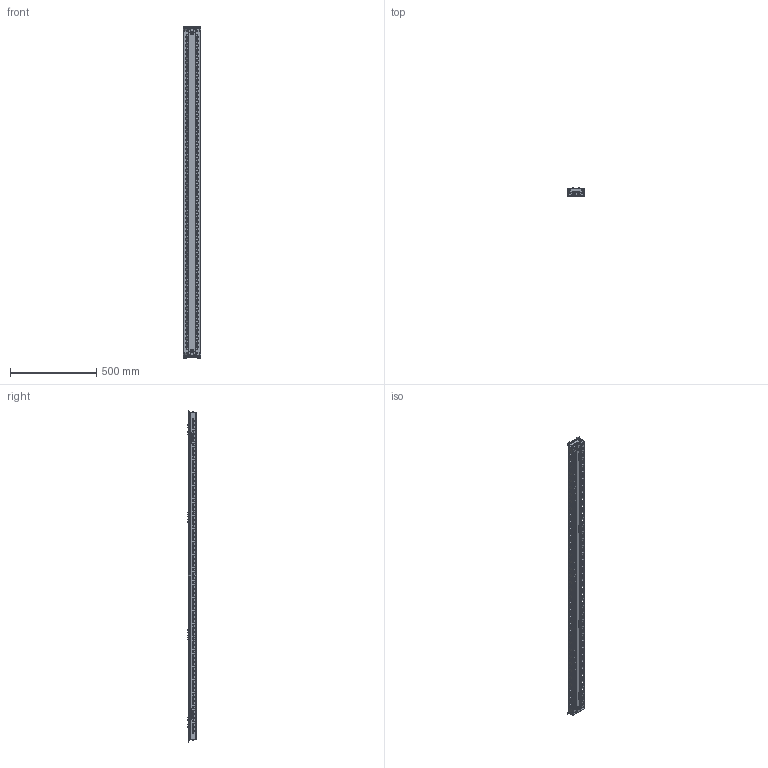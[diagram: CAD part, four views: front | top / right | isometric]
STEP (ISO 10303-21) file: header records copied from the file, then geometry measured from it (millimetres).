
FILE_DESCRIPTION(('CATIA V5 STEP Exchange'),'2;1');
FILE_NAME('EM2001.stp','2013-11-19T15:23:26+00:00',('none'),('none'),'CATIA Version 5 Release 20 SP 6 (IN-10)','CATIA V5 STEP AP203','none');
FILE_SCHEMA(('CONFIG_CONTROL_DESIGN'));
Products named in the file (1): Assieme_montante_intermedio_2000_IS2
Assembly tree (11 placements, depth 2):
  Assieme_montante_intermedio_2000_IS2
    #58
    #94301  x2
    #99670  x8
Bounding box: 100 x 51.42 x 1925 mm (x, y, z)
Volume: 888829.2 mm3; surface area: 1152428.2 mm2
Topology: 13 solids, 13 shells, 4714 faces, 12984 edges, 8346 vertices
Faces by surface type: plane 2630, cylinder 1900, cone 80, bspline 64, sphere 32, torus 8
Entity records: 105615 total; most frequent: CARTESIAN_POINT 21862, ORIENTED_EDGE 18220, DIRECTION 14550, EDGE_CURVE 9110, VECTOR 6128, LINE 6128, VERTEX_POINT 6005, AXIS2_PLACEMENT_3D 5371
